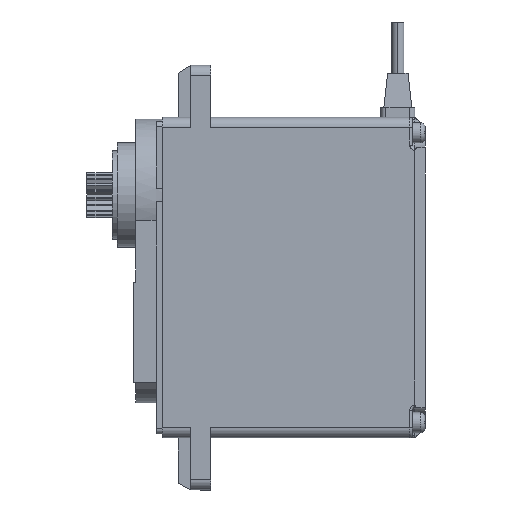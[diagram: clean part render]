
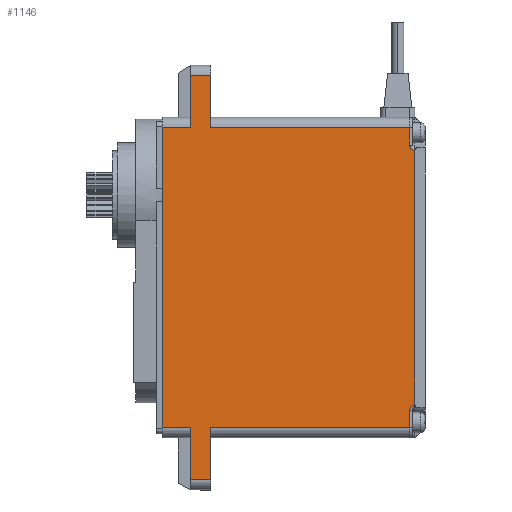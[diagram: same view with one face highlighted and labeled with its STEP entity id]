
A CAD part, left-side view. The second image highlights one B-rep face of the part: STEP entity #1146.
In plain terms, the highlighted planar face has unit normal (-1, 0, 0).
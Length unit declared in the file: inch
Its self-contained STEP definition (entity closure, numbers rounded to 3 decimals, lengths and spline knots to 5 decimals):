
#70 = CARTESIAN_POINT ( 'NONE',  ( 0., -0.74064, -0.6427 ) ) ;
#221 = EDGE_CURVE ( 'NONE', #356, #4911, #1926, .T. ) ;
#234 = VERTEX_POINT ( 'NONE', #9939 ) ;
#261 = VECTOR ( 'NONE', #4970, 39.37008 ) ;
#275 = VERTEX_POINT ( 'NONE', #7560 ) ;
#279 = ORIENTED_EDGE ( 'NONE', *, *, #507, .T. ) ;
#285 = CARTESIAN_POINT ( 'NONE',  ( 0., -0.765, 0.62399 ) ) ;
#356 = VERTEX_POINT ( 'NONE', #7186 ) ;
#507 = EDGE_CURVE ( 'NONE', #5015, #4673, #3442, .T. ) ;
#528 = EDGE_CURVE ( 'NONE', #2030, #1054, #1999, .T. ) ;
#721 = VECTOR ( 'NONE', #1940, 39.37008 ) ;
#918 = VERTEX_POINT ( 'NONE', #3497 ) ;
#948 = CARTESIAN_POINT ( 'NONE',  ( 0., -0.75836, -0.62399 ) ) ;
#1054 = VERTEX_POINT ( 'NONE', #2276 ) ;
#1102 = CARTESIAN_POINT ( 'NONE',  ( 0., 0.334, 0.99 ) ) ;
#1146 = ADVANCED_FACE ( 'NONE', ( #4533 ), #3601, .F. ) ;
#1154 = CARTESIAN_POINT ( 'NONE',  ( 0., -0.74, 0.735 ) ) ;
#1273 = CARTESIAN_POINT ( 'NONE',  ( 0., -0.74, -0.63907 ) ) ;
#1579 = CARTESIAN_POINT ( 'NONE',  ( 0., 0.235, 0. ) ) ;
#1751 = EDGE_CURVE ( 'NONE', #5478, #4911, #5416, .T. ) ;
#1791 = CARTESIAN_POINT ( 'NONE',  ( 0., -0.74267, 0.63611 ) ) ;
#1814 = EDGE_CURVE ( 'NONE', #4673, #2099, #8869, .T. ) ;
#1902 = AXIS2_PLACEMENT_3D ( 'NONE', #6742, #9877, #8489 ) ;
#1905 = VECTOR ( 'NONE', #6248, 39.37008 ) ;
#1926 = LINE ( 'NONE', #5202, #8740 ) ;
#1940 = DIRECTION ( 'NONE',  ( 0., 1., 0. ) ) ;
#1999 = LINE ( 'NONE', #8929, #9081 ) ;
#2030 = VERTEX_POINT ( 'NONE', #6968 ) ;
#2035 = ORIENTED_EDGE ( 'NONE', *, *, #6139, .T. ) ;
#2099 = VERTEX_POINT ( 'NONE', #7928 ) ;
#2276 = CARTESIAN_POINT ( 'NONE',  ( 0., 0.235, 0.99 ) ) ;
#2716 = VECTOR ( 'NONE', #5987, 39.37008 ) ;
#2752 = CARTESIAN_POINT ( 'NONE',  ( 0., 0., 0.735 ) ) ;
#2918 = ORIENTED_EDGE ( 'NONE', *, *, #4514, .F. ) ;
#2927 = VECTOR ( 'NONE', #3800, 39.37008 ) ;
#3046 = LINE ( 'NONE', #8384, #9378 ) ;
#3154 = VERTEX_POINT ( 'NONE', #1154 ) ;
#3173 = EDGE_CURVE ( 'NONE', #918, #4700, #3426, .T. ) ;
#3283 = VERTEX_POINT ( 'NONE', #9224 ) ;
#3318 = CARTESIAN_POINT ( 'NONE',  ( 0., -0.74, -0.64596 ) ) ;
#3328 = CARTESIAN_POINT ( 'NONE',  ( 0., -0.74, 0.64264 ) ) ;
#3348 = VECTOR ( 'NONE', #8170, 39.37008 ) ;
#3426 = LINE ( 'NONE', #9847, #9691 ) ;
#3442 = LINE ( 'NONE', #4930, #3348 ) ;
#3497 = CARTESIAN_POINT ( 'NONE',  ( 0., 0.235, -0.735 ) ) ;
#3510 = VECTOR ( 'NONE', #6664, 39.37008 ) ;
#3601 = PLANE ( 'NONE',  #1902 ) ;
#3634 = EDGE_CURVE ( 'NONE', #8261, #5015, #3046, .T. ) ;
#3800 = DIRECTION ( 'NONE',  ( 0., 0., -1. ) ) ;
#3985 = CARTESIAN_POINT ( 'NONE',  ( 0., 0.473, 0. ) ) ;
#4157 = CARTESIAN_POINT ( 'NONE',  ( 0., -0.75842, 0.62466 ) ) ;
#4167 = DIRECTION ( 'NONE',  ( 0., 0., 1. ) ) ;
#4253 = LINE ( 'NONE', #9059, #9269 ) ;
#4350 = EDGE_LOOP ( 'NONE', ( #6316, #4741, #5392, #7367, #4822, #6264, #9613, #5503, #6864, #279, #9008, #7361, #8255, #2035, #2918, #8790 ) ) ;
#4465 = CARTESIAN_POINT ( 'NONE',  ( 0., -0.74, 0.64928 ) ) ;
#4514 = EDGE_CURVE ( 'NONE', #356, #7922, #7633, .T. ) ;
#4533 = FACE_OUTER_BOUND ( 'NONE', #4350, .T. ) ;
#4601 = EDGE_CURVE ( 'NONE', #5478, #3154, #4253, .T. ) ;
#4673 = VERTEX_POINT ( 'NONE', #6668 ) ;
#4684 = EDGE_CURVE ( 'NONE', #234, #3283, #5829, .T. ) ;
#4700 = VERTEX_POINT ( 'NONE', #7478 ) ;
#4741 = ORIENTED_EDGE ( 'NONE', *, *, #4601, .T. ) ;
#4822 = ORIENTED_EDGE ( 'NONE', *, *, #9998, .T. ) ;
#4865 = CARTESIAN_POINT ( 'NONE',  ( 0., -0.765, -0.62399 ) ) ;
#4911 = VERTEX_POINT ( 'NONE', #8888 ) ;
#4930 = CARTESIAN_POINT ( 'NONE',  ( 0., 0.334, -0.4092 ) ) ;
#4970 = DIRECTION ( 'NONE',  ( 0., -1., 0. ) ) ;
#5015 = VERTEX_POINT ( 'NONE', #6788 ) ;
#5069 = CARTESIAN_POINT ( 'NONE',  ( 0., 0., -0.99 ) ) ;
#5202 = CARTESIAN_POINT ( 'NONE',  ( 0., -0.765, 0. ) ) ;
#5316 = CARTESIAN_POINT ( 'NONE',  ( 0., 0., 0.735 ) ) ;
#5392 = ORIENTED_EDGE ( 'NONE', *, *, #5855, .T. ) ;
#5416 = B_SPLINE_CURVE_WITH_KNOTS ( 'NONE', 3,
 ( #8972, #3328, #1791, #8770, #8823, #4157, #7274, #285 ),
 .UNSPECIFIED., .F., .F.,
 ( 4, 2, 2, 4 ),
 ( 0., 0.0005, 0.00075, 0.00101 ),
 .UNSPECIFIED. ) ;
#5478 = VERTEX_POINT ( 'NONE', #4465 ) ;
#5503 = ORIENTED_EDGE ( 'NONE', *, *, #5860, .F. ) ;
#5508 = EDGE_CURVE ( 'NONE', #918, #2099, #10022, .T. ) ;
#5620 = CARTESIAN_POINT ( 'NONE',  ( 0., -0.74, -0.64928 ) ) ;
#5829 = LINE ( 'NONE', #2752, #721 ) ;
#5855 = EDGE_CURVE ( 'NONE', #3154, #2030, #7879, .T. ) ;
#5860 = EDGE_CURVE ( 'NONE', #8261, #3283, #8557, .T. ) ;
#5987 = DIRECTION ( 'NONE',  ( 0., 0., 1. ) ) ;
#6139 = EDGE_CURVE ( 'NONE', #4700, #7922, #7395, .T. ) ;
#6248 = DIRECTION ( 'NONE',  ( 0., 0., 1. ) ) ;
#6264 = ORIENTED_EDGE ( 'NONE', *, *, #7765, .F. ) ;
#6316 = ORIENTED_EDGE ( 'NONE', *, *, #1751, .F. ) ;
#6565 = CARTESIAN_POINT ( 'NONE',  ( 0., -0.74496, -0.63379 ) ) ;
#6650 = DIRECTION ( 'NONE',  ( 0., 0., 1. ) ) ;
#6658 = VECTOR ( 'NONE', #8604, 39.37008 ) ;
#6664 = DIRECTION ( 'NONE',  ( 0., 1., 0. ) ) ;
#6668 = CARTESIAN_POINT ( 'NONE',  ( 0., 0.334, -0.99 ) ) ;
#6742 = CARTESIAN_POINT ( 'NONE',  ( 0., 0., 0. ) ) ;
#6771 = CARTESIAN_POINT ( 'NONE',  ( 0., 0.334, 0.41003 ) ) ;
#6788 = CARTESIAN_POINT ( 'NONE',  ( 0., 0.334, -0.735 ) ) ;
#6863 = CARTESIAN_POINT ( 'NONE',  ( 0., 0.473, -0.735 ) ) ;
#6864 = ORIENTED_EDGE ( 'NONE', *, *, #3634, .T. ) ;
#6875 = LINE ( 'NONE', #6771, #2716 ) ;
#6968 = CARTESIAN_POINT ( 'NONE',  ( 0., 0.235, 0.735 ) ) ;
#7119 = CARTESIAN_POINT ( 'NONE',  ( 0., -0.74312, -0.63659 ) ) ;
#7144 = VECTOR ( 'NONE', #9664, 39.37008 ) ;
#7170 = CARTESIAN_POINT ( 'NONE',  ( 0., -0.75186, -0.62677 ) ) ;
#7186 = CARTESIAN_POINT ( 'NONE',  ( 0., -0.765, -0.62399 ) ) ;
#7274 = CARTESIAN_POINT ( 'NONE',  ( 0., -0.76168, 0.62399 ) ) ;
#7361 = ORIENTED_EDGE ( 'NONE', *, *, #5508, .F. ) ;
#7367 = ORIENTED_EDGE ( 'NONE', *, *, #528, .T. ) ;
#7376 = DIRECTION ( 'NONE',  ( 0., 0., 1. ) ) ;
#7395 = LINE ( 'NONE', #1273, #7144 ) ;
#7478 = CARTESIAN_POINT ( 'NONE',  ( 0., -0.74, -0.735 ) ) ;
#7560 = CARTESIAN_POINT ( 'NONE',  ( 0., 0.334, 0.99 ) ) ;
#7633 = B_SPLINE_CURVE_WITH_KNOTS ( 'NONE', 3,
 ( #4865, #948, #7170, #6565, #7119, #70, #3318, #9582 ),
 .UNSPECIFIED., .F., .F.,
 ( 4, 2, 2, 4 ),
 ( 0., 0.0005, 0.00076, 0.00101 ),
 .UNSPECIFIED. ) ;
#7711 = DIRECTION ( 'NONE',  ( 0., -1., 0. ) ) ;
#7765 = EDGE_CURVE ( 'NONE', #234, #275, #6875, .T. ) ;
#7879 = LINE ( 'NONE', #5316, #6658 ) ;
#7922 = VERTEX_POINT ( 'NONE', #5620 ) ;
#7928 = CARTESIAN_POINT ( 'NONE',  ( 0., 0.235, -0.99 ) ) ;
#8170 = DIRECTION ( 'NONE',  ( 0., 0., -1. ) ) ;
#8255 = ORIENTED_EDGE ( 'NONE', *, *, #3173, .T. ) ;
#8261 = VERTEX_POINT ( 'NONE', #6863 ) ;
#8296 = LINE ( 'NONE', #1102, #3510 ) ;
#8349 = DIRECTION ( 'NONE',  ( 0., -1., 0. ) ) ;
#8384 = CARTESIAN_POINT ( 'NONE',  ( 0., 0.334, -0.735 ) ) ;
#8489 = DIRECTION ( 'NONE',  ( 0., 0., -1. ) ) ;
#8557 = LINE ( 'NONE', #3985, #1905 ) ;
#8604 = DIRECTION ( 'NONE',  ( 0., 1., 0. ) ) ;
#8740 = VECTOR ( 'NONE', #6650, 39.37008 ) ;
#8770 = CARTESIAN_POINT ( 'NONE',  ( 0., -0.74957, 0.6291 ) ) ;
#8790 = ORIENTED_EDGE ( 'NONE', *, *, #221, .T. ) ;
#8823 = CARTESIAN_POINT ( 'NONE',  ( 0., -0.75235, 0.62721 ) ) ;
#8869 = LINE ( 'NONE', #5069, #261 ) ;
#8888 = CARTESIAN_POINT ( 'NONE',  ( 0., -0.765, 0.62399 ) ) ;
#8929 = CARTESIAN_POINT ( 'NONE',  ( 0., 0.235, 0. ) ) ;
#8972 = CARTESIAN_POINT ( 'NONE',  ( 0., -0.74, 0.64928 ) ) ;
#9008 = ORIENTED_EDGE ( 'NONE', *, *, #1814, .T. ) ;
#9059 = CARTESIAN_POINT ( 'NONE',  ( 0., -0.74, 0. ) ) ;
#9081 = VECTOR ( 'NONE', #4167, 39.37008 ) ;
#9224 = CARTESIAN_POINT ( 'NONE',  ( 0., 0.473, 0.735 ) ) ;
#9269 = VECTOR ( 'NONE', #7376, 39.37008 ) ;
#9378 = VECTOR ( 'NONE', #7711, 39.37008 ) ;
#9582 = CARTESIAN_POINT ( 'NONE',  ( 0., -0.74, -0.64928 ) ) ;
#9613 = ORIENTED_EDGE ( 'NONE', *, *, #4684, .T. ) ;
#9664 = DIRECTION ( 'NONE',  ( 0., 0., 1. ) ) ;
#9691 = VECTOR ( 'NONE', #8349, 39.37008 ) ;
#9847 = CARTESIAN_POINT ( 'NONE',  ( 0., -0.7525, -0.735 ) ) ;
#9877 = DIRECTION ( 'NONE',  ( 1., 0., 0. ) ) ;
#9939 = CARTESIAN_POINT ( 'NONE',  ( 0., 0.334, 0.735 ) ) ;
#9998 = EDGE_CURVE ( 'NONE', #1054, #275, #8296, .T. ) ;
#10022 = LINE ( 'NONE', #1579, #2927 ) ;
